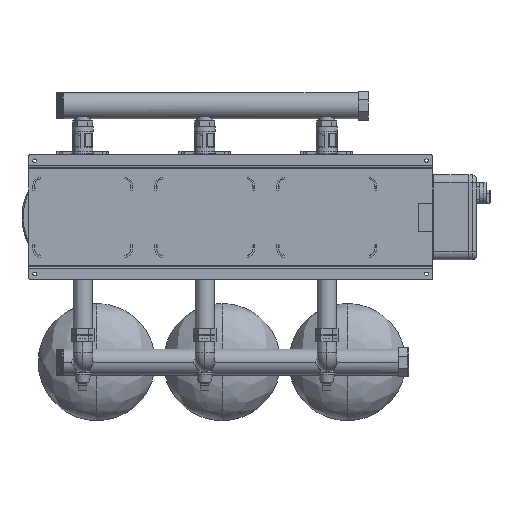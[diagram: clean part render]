
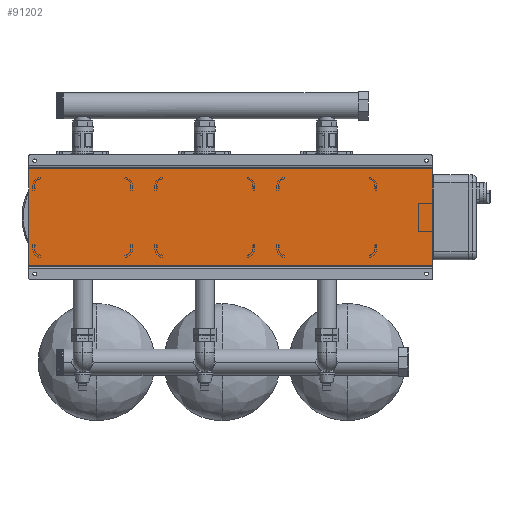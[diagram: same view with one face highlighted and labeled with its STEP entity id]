
A CAD part, front view. The second image highlights one B-rep face of the part: STEP entity #91202.
In plain terms, the highlighted planar face has unit normal (0, -1, 0).
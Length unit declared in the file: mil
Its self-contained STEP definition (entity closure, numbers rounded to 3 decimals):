
#3165 = LINE ( 'NONE', #49917, #58553 ) ;
#17003 = DIRECTION ( 'NONE',  ( -1., 0., 0. ) ) ;
#20450 = LINE ( 'NONE', #68230, #192125 ) ;
#28877 = VERTEX_POINT ( 'NONE', #164911 ) ;
#31873 = VERTEX_POINT ( 'NONE', #72726 ) ;
#32009 = DIRECTION ( 'NONE',  ( 0., 1., 0. ) ) ;
#35135 = FACE_OUTER_BOUND ( 'NONE', #164267, .T. ) ;
#36170 = ORIENTED_EDGE ( 'NONE', *, *, #143694, .T. ) ;
#37475 = CARTESIAN_POINT ( 'NONE',  ( 19685.039, 2007.874, -4724.409 ) ) ;
#49917 = CARTESIAN_POINT ( 'NONE',  ( 19685.039, 2007.874, 4724.409 ) ) ;
#53570 = CARTESIAN_POINT ( 'NONE',  ( -19685.039, 2007.874, 4724.409 ) ) ;
#56513 = DIRECTION ( 'NONE',  ( -1., 0., 0. ) ) ;
#57372 = AXIS2_PLACEMENT_3D ( 'NONE', #114820, #32009, #164622 ) ;
#58553 = VECTOR ( 'NONE', #17003, 39370.079 ) ;
#64904 = PLANE ( 'NONE',  #57372 ) ;
#68230 = CARTESIAN_POINT ( 'NONE',  ( -19685.039, 2007.874, -4724.409 ) ) ;
#68250 = LINE ( 'NONE', #37475, #147368 ) ;
#71015 = EDGE_CURVE ( 'NONE', #31873, #161610, #121118, .T. ) ;
#72726 = CARTESIAN_POINT ( 'NONE',  ( 19685.039, 2007.874, 4724.409 ) ) ;
#80039 = EDGE_CURVE ( 'NONE', #31873, #156994, #3165, .T. ) ;
#88839 = CARTESIAN_POINT ( 'NONE',  ( 19685.039, 2007.874, -4724.409 ) ) ;
#89203 = DIRECTION ( 'NONE',  ( 0., 0., -1. ) ) ;
#91202 = ADVANCED_FACE ( 'NONE', ( #35135 ), #64904, .F. ) ;
#108435 = ORIENTED_EDGE ( 'NONE', *, *, #80039, .T. ) ;
#114820 = CARTESIAN_POINT ( 'NONE',  ( 19685.039, 2007.874, -4724.409 ) ) ;
#120057 = CARTESIAN_POINT ( 'NONE',  ( 19685.039, 2007.874, 4724.409 ) ) ;
#121118 = LINE ( 'NONE', #120057, #149670 ) ;
#121827 = ORIENTED_EDGE ( 'NONE', *, *, #71015, .F. ) ;
#133027 = DIRECTION ( 'NONE',  ( 0., 0., -1. ) ) ;
#139893 = EDGE_CURVE ( 'NONE', #161610, #28877, #68250, .T. ) ;
#143694 = EDGE_CURVE ( 'NONE', #156994, #28877, #20450, .T. ) ;
#147368 = VECTOR ( 'NONE', #56513, 39370.079 ) ;
#149670 = VECTOR ( 'NONE', #89203, 39370.079 ) ;
#156994 = VERTEX_POINT ( 'NONE', #53570 ) ;
#161610 = VERTEX_POINT ( 'NONE', #88839 ) ;
#164267 = EDGE_LOOP ( 'NONE', ( #36170, #201099, #121827, #108435 ) ) ;
#164622 = DIRECTION ( 'NONE',  ( 1., 0., 0. ) ) ;
#164911 = CARTESIAN_POINT ( 'NONE',  ( -19685.039, 2007.874, -4724.409 ) ) ;
#192125 = VECTOR ( 'NONE', #133027, 39370.079 ) ;
#201099 = ORIENTED_EDGE ( 'NONE', *, *, #139893, .F. ) ;
